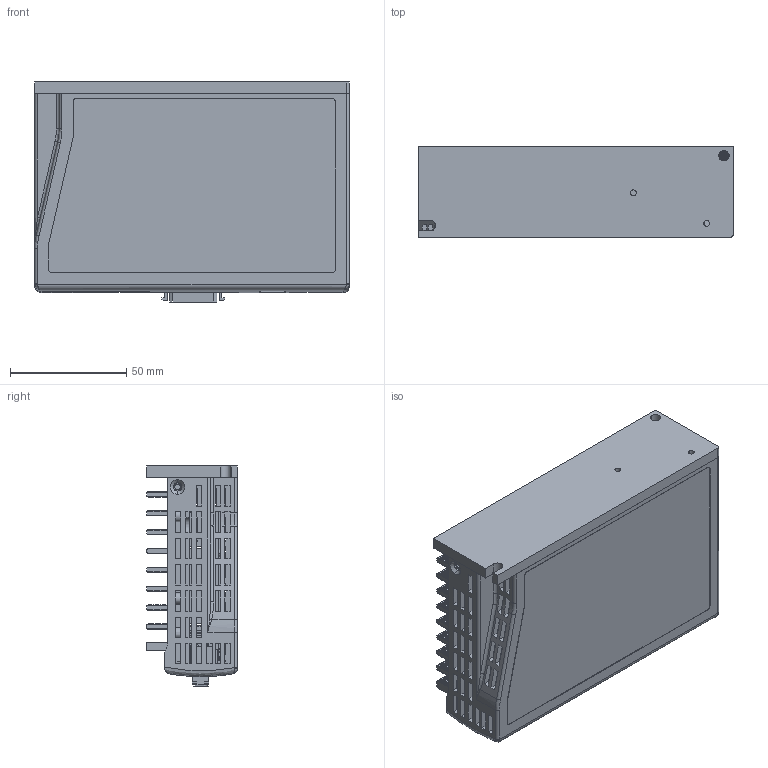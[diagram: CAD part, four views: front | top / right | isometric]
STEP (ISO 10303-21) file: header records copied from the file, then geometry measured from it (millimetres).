
FILE_DESCRIPTION (( 'STEP AP203' ), '1' );
FILE_NAME ('SS驱动器（带RS485或CANOpen子板）.STEP', '2012-12-17T06:52:08', ( 'Sky123.Org' ), ( 'Sky123.Org' ), 'SwSTEP 2.0', 'SolidWorks 2011', '' );
FILE_SCHEMA (( 'CONFIG_CONTROL_DESIGN' ));
Products named in the file (21): SS驱动器（带RS485或CANOpen子板）; SS菁釱; SS俋褲; SS PCB蚾饜极; SVAC6籵陓赽啣; DY9758; ECE-EPM1041100Z; P65THR_Default; c-1-794526-1-e-3d; c-0794527-11-3-e-3d; 杅鎢奪PCB; 杅鎢奪; FYD-3022ABX; 039300040; IO Connector; 039300020; 2041(10 PIN); SS PCB; S16B-XADSS-N; S04B-ZESK-2D
Assembly tree (21 placements, depth 4):
  SS驱动器（带RS485或CANOpen子板）
    SS菁釱
    SS俋褲
    SS PCB蚾饜极
      039300040
      SVAC6籵陓赽啣
        SVAC6籵陓赽啣
        DY9758
        ECE-EPM1041100Z
        P65THR_Default
      IO Connector
      S04B-ZESK-2D
      杅鎢奪PCB
        杅鎢奪
        FYD-3022ABX  x2
      039300020
      2041(10 PIN)
      c-1-794526-1-e-3d
      c-0794527-11-3-e-3d
      SS PCB
      S16B-XADSS-N
Bounding box: 135 x 39 x 94.43 mm (x, y, z)
Volume: 147990.5 mm3; surface area: 141947.1 mm2
Topology: 17 solids, 21 shells, 2423 faces, 6506 edges, 4299 vertices
Faces by surface type: plane 1737, cylinder 596, bspline 74, cone 16
Entity records: 78664 total; most frequent: CARTESIAN_POINT 16608, ORIENTED_EDGE 12718, DIRECTION 11741, EDGE_CURVE 6373, VECTOR 5003, LINE 5003, VERTEX_POINT 4213, AXIS2_PLACEMENT_3D 3369
